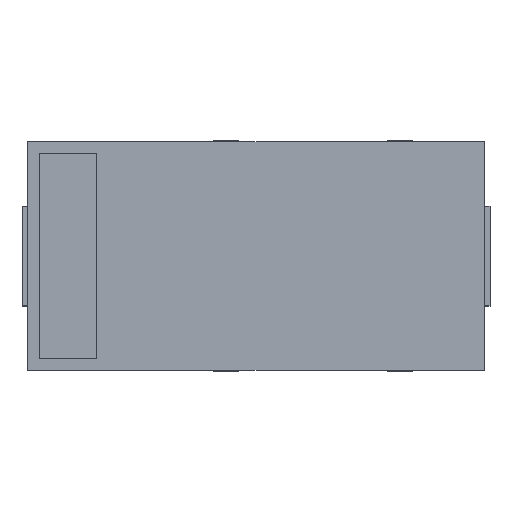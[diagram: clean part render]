
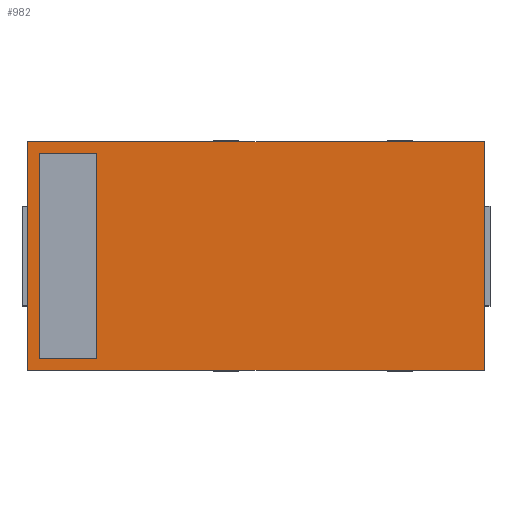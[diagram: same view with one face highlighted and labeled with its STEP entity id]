
A CAD part, top view. The second image highlights one B-rep face of the part: STEP entity #982.
In plain terms, the highlighted planar face has unit normal (0, 0, 1).
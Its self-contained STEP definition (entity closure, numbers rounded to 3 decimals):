
#18=FACE_BOUND('',#132,.T.);
#76=FACE_OUTER_BOUND('',#131,.T.);
#131=EDGE_LOOP('',(#854,#855,#856,#857));
#132=EDGE_LOOP('',(#858,#859,#860,#861));
#182=LINE('',#1389,#314);
#186=LINE('',#1397,#318);
#189=LINE('',#1403,#321);
#192=LINE('',#1408,#324);
#202=LINE('',#1430,#334);
#213=LINE('',#1453,#345);
#263=LINE('',#1551,#395);
#265=LINE('',#1554,#397);
#314=VECTOR('',#1141,10.);
#318=VECTOR('',#1147,10.);
#321=VECTOR('',#1152,10.);
#324=VECTOR('',#1157,10.);
#334=VECTOR('',#1173,10.);
#345=VECTOR('',#1188,10.);
#395=VECTOR('',#1276,10.);
#397=VECTOR('',#1280,10.);
#430=VERTEX_POINT('',#1387);
#431=VERTEX_POINT('',#1388);
#434=VERTEX_POINT('',#1396);
#436=VERTEX_POINT('',#1402);
#445=VERTEX_POINT('',#1427);
#446=VERTEX_POINT('',#1429);
#455=VERTEX_POINT('',#1450);
#456=VERTEX_POINT('',#1452);
#534=EDGE_CURVE('',#430,#431,#182,.T.);
#538=EDGE_CURVE('',#431,#434,#186,.T.);
#541=EDGE_CURVE('',#434,#436,#189,.T.);
#544=EDGE_CURVE('',#436,#430,#192,.T.);
#554=EDGE_CURVE('',#446,#445,#202,.T.);
#565=EDGE_CURVE('',#456,#455,#213,.T.);
#615=EDGE_CURVE('',#455,#446,#263,.T.);
#617=EDGE_CURVE('',#445,#456,#265,.T.);
#854=ORIENTED_EDGE('',*,*,#617,.T.);
#855=ORIENTED_EDGE('',*,*,#565,.T.);
#856=ORIENTED_EDGE('',*,*,#615,.T.);
#857=ORIENTED_EDGE('',*,*,#554,.T.);
#858=ORIENTED_EDGE('',*,*,#534,.T.);
#859=ORIENTED_EDGE('',*,*,#538,.T.);
#860=ORIENTED_EDGE('',*,*,#541,.T.);
#861=ORIENTED_EDGE('',*,*,#544,.T.);
#931=PLANE('',#1047);
#982=ADVANCED_FACE('',(#76,#18),#931,.T.);
#1047=AXIS2_PLACEMENT_3D('',#1555,#1281,#1282);
#1141=DIRECTION('',(0.,1.,0.));
#1147=DIRECTION('',(1.,0.,0.));
#1152=DIRECTION('',(0.,-1.,0.));
#1157=DIRECTION('',(-1.,0.,0.));
#1173=DIRECTION('',(0.,1.,0.));
#1188=DIRECTION('',(0.,-1.,0.));
#1276=DIRECTION('',(1.,0.,0.));
#1280=DIRECTION('',(-1.,0.,0.));
#1281=DIRECTION('center_axis',(0.,0.,1.));
#1282=DIRECTION('ref_axis',(1.,0.,0.));
#1387=CARTESIAN_POINT('',(-0.76,-0.36,0.4));
#1388=CARTESIAN_POINT('',(-0.76,0.36,0.4));
#1389=CARTESIAN_POINT('',(-0.76,0.18,0.4));
#1396=CARTESIAN_POINT('',(-0.56,0.36,0.4));
#1397=CARTESIAN_POINT('',(-0.28,0.36,0.4));
#1402=CARTESIAN_POINT('',(-0.56,-0.36,0.4));
#1403=CARTESIAN_POINT('',(-0.56,-0.18,0.4));
#1408=CARTESIAN_POINT('',(-0.38,-0.36,0.4));
#1427=CARTESIAN_POINT('',(0.8,0.4,0.4));
#1429=CARTESIAN_POINT('',(0.8,-0.4,0.4));
#1430=CARTESIAN_POINT('',(0.8,0.4,0.4));
#1450=CARTESIAN_POINT('',(-0.8,-0.4,0.4));
#1452=CARTESIAN_POINT('',(-0.8,0.4,0.4));
#1453=CARTESIAN_POINT('',(-0.8,-0.4,0.4));
#1551=CARTESIAN_POINT('',(0.8,-0.4,0.4));
#1554=CARTESIAN_POINT('',(-0.8,0.4,0.4));
#1555=CARTESIAN_POINT('Origin',(0.,0.,0.4));
